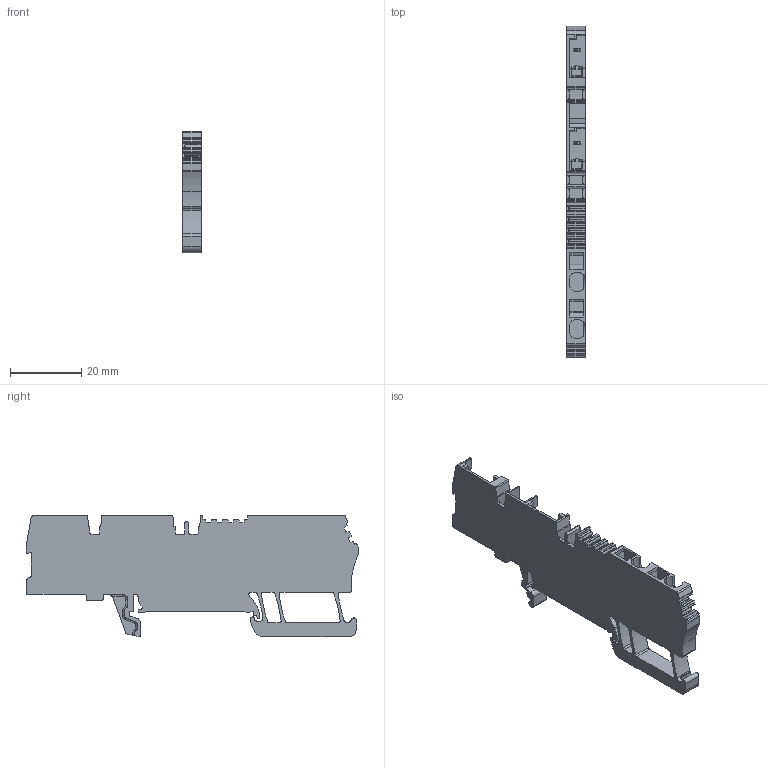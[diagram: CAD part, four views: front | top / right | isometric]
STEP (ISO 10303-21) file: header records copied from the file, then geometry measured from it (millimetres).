
FILE_DESCRIPTION(('CATIA V5R22 STEP214','CAx-IF Rec.Pracs.--- Model Styling and Organization---1.4--- 2014-01-23'),'2;1');
FILE_NAME ('022640-2_0', '2021-04-13T04:54:59+00:00', ('Weidmueller Interface'), ('Weidmueller'), 'CATIA Version 5-6 Release 2016 SP3 HF44', 'CATIA V5 STEP AP214', 'none');
FILE_SCHEMA(('AUTOMOTIVE_DESIGN { 1 0 10303 214 1 1 1 1 }'));
Length unit declared in the file: millimetre
Products named in the file (1): 34448_ZT_2.5-4AN-2_AllCATPart
Bounding box: 5.1 x 93 x 34.05 mm (x, y, z)
Volume: 9218 mm3; surface area: 8140.5 mm2
Topology: 3 solids, 3 shells, 547 faces, 1559 edges, 1015 vertices
Faces by surface type: plane 311, cylinder 203, torus 22, sphere 6, bspline 5
Entity records: 17332 total; most frequent: CARTESIAN_POINT 3654, ORIENTED_EDGE 3102, DIRECTION 2369, EDGE_CURVE 1551, VECTOR 1063, LINE 1063, VERTEX_POINT 1015, AXIS2_PLACEMENT_3D 854
